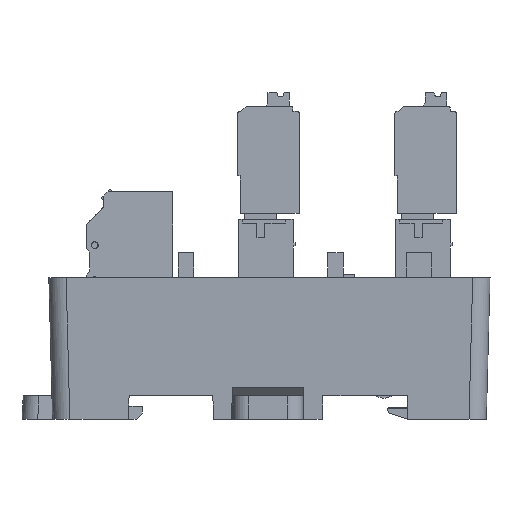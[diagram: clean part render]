
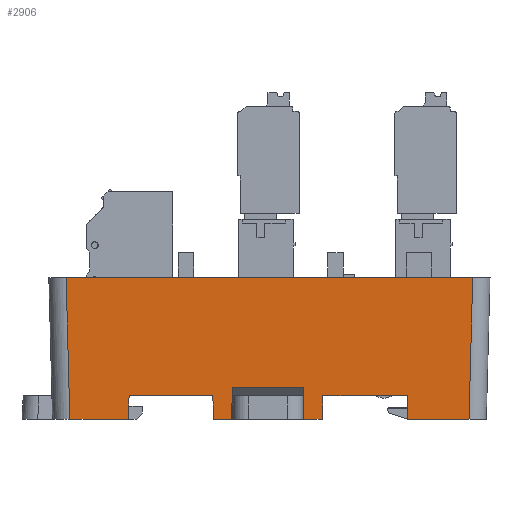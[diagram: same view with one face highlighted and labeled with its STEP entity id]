
A CAD part, left-side view. The second image highlights one B-rep face of the part: STEP entity #2906.
In plain terms, the highlighted planar face has unit normal (-1, 0, -0.026).
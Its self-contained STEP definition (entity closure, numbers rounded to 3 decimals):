
#1100=FACE_OUTER_BOUND('',#7370,.T.);
#2906=ADVANCED_FACE('',(#1100),#4809,.T.);
#4809=PLANE('',#37347);
#7370=EDGE_LOOP('',(#9837,#9838,#9839,#9840,#9841,#9842,#9843,#9844,#9845,
#9846,#9847,#9848,#9849,#9850,#9851,#9852));
#9837=ORIENTED_EDGE('',*,*,#23813,.T.);
#9838=ORIENTED_EDGE('',*,*,#23798,.T.);
#9839=ORIENTED_EDGE('',*,*,#23814,.T.);
#9840=ORIENTED_EDGE('',*,*,#23815,.T.);
#9841=ORIENTED_EDGE('',*,*,#23816,.T.);
#9842=ORIENTED_EDGE('',*,*,#23817,.F.);
#9843=ORIENTED_EDGE('',*,*,#23818,.T.);
#9844=ORIENTED_EDGE('',*,*,#23819,.T.);
#9845=ORIENTED_EDGE('',*,*,#23820,.F.);
#9846=ORIENTED_EDGE('',*,*,#23730,.T.);
#9847=ORIENTED_EDGE('',*,*,#23821,.F.);
#9848=ORIENTED_EDGE('',*,*,#23822,.T.);
#9849=ORIENTED_EDGE('',*,*,#23823,.F.);
#9850=ORIENTED_EDGE('',*,*,#23824,.T.);
#9851=ORIENTED_EDGE('',*,*,#23825,.F.);
#9852=ORIENTED_EDGE('',*,*,#23826,.T.);
#20185=VERTEX_POINT('',#50610);
#20186=VERTEX_POINT('',#50611);
#20241=VERTEX_POINT('',#50747);
#20242=VERTEX_POINT('',#50749);
#20256=VERTEX_POINT('',#50779);
#20257=VERTEX_POINT('',#50781);
#20258=VERTEX_POINT('',#50783);
#20259=VERTEX_POINT('',#50785);
#20260=VERTEX_POINT('',#50787);
#20261=VERTEX_POINT('',#50789);
#20262=VERTEX_POINT('',#50791);
#20263=VERTEX_POINT('',#50794);
#20264=VERTEX_POINT('',#50796);
#20265=VERTEX_POINT('',#50798);
#20266=VERTEX_POINT('',#50800);
#20267=VERTEX_POINT('',#50802);
#23730=EDGE_CURVE('',#20185,#20186,#28973,.T.);
#23798=EDGE_CURVE('',#20242,#20241,#29039,.T.);
#23813=EDGE_CURVE('',#20256,#20242,#29054,.T.);
#23814=EDGE_CURVE('',#20241,#20257,#29055,.T.);
#23815=EDGE_CURVE('',#20257,#20258,#29056,.T.);
#23816=EDGE_CURVE('',#20258,#20259,#29057,.T.);
#23817=EDGE_CURVE('',#20260,#20259,#29058,.T.);
#23818=EDGE_CURVE('',#20260,#20261,#29059,.T.);
#23819=EDGE_CURVE('',#20261,#20262,#29060,.T.);
#23820=EDGE_CURVE('',#20185,#20262,#29061,.T.);
#23821=EDGE_CURVE('',#20263,#20186,#29062,.T.);
#23822=EDGE_CURVE('',#20263,#20264,#29063,.T.);
#23823=EDGE_CURVE('',#20265,#20264,#29064,.T.);
#23824=EDGE_CURVE('',#20265,#20266,#29065,.T.);
#23825=EDGE_CURVE('',#20267,#20266,#29066,.T.);
#23826=EDGE_CURVE('',#20267,#20256,#29067,.T.);
#28973=LINE('',#50609,#33252);
#29039=LINE('',#50748,#33318);
#29054=LINE('',#50778,#33333);
#29055=LINE('',#50780,#33334);
#29056=LINE('',#50782,#33335);
#29057=LINE('',#50784,#33336);
#29058=LINE('',#50786,#33337);
#29059=LINE('',#50788,#33338);
#29060=LINE('',#50790,#33339);
#29061=LINE('',#50792,#33340);
#29062=LINE('',#50793,#33341);
#29063=LINE('',#50795,#33342);
#29064=LINE('',#50797,#33343);
#29065=LINE('',#50799,#33344);
#29066=LINE('',#50801,#33345);
#29067=LINE('',#50803,#33346);
#33252=VECTOR('',#40392,1.);
#33318=VECTOR('',#40490,1.);
#33333=VECTOR('',#40507,1.);
#33334=VECTOR('',#40508,1.);
#33335=VECTOR('',#40509,1.);
#33336=VECTOR('',#40510,1.);
#33337=VECTOR('',#40511,1.);
#33338=VECTOR('',#40512,1.);
#33339=VECTOR('',#40513,1.);
#33340=VECTOR('',#40514,1.);
#33341=VECTOR('',#40515,1.);
#33342=VECTOR('',#40516,1.);
#33343=VECTOR('',#40517,1.);
#33344=VECTOR('',#40518,1.);
#33345=VECTOR('',#40519,1.);
#33346=VECTOR('',#40520,1.);
#37347=AXIS2_PLACEMENT_3D('',#50804,#40521,#40522);
#40392=DIRECTION('',(0.,-1.,0.));
#40490=DIRECTION('',(0.,-1.,0.));
#40507=DIRECTION('',(-0.026,-0.035,0.999));
#40508=DIRECTION('',(0.026,-0.017,-1.));
#40509=DIRECTION('',(0.,-1.,0.));
#40510=DIRECTION('',(-0.026,-0.026,0.999));
#40511=DIRECTION('',(0.,-1.,0.));
#40512=DIRECTION('',(0.026,-0.026,-0.999));
#40513=DIRECTION('',(0.,-1.,0.));
#40514=DIRECTION('',(0.026,0.017,-1.));
#40515=DIRECTION('',(-0.026,0.035,0.999));
#40516=DIRECTION('',(0.,-1.,0.));
#40517=DIRECTION('',(0.026,0.009,-1.));
#40518=DIRECTION('',(0.,-1.,0.));
#40519=DIRECTION('',(-0.026,0.009,1.));
#40520=DIRECTION('',(0.,-1.,0.));
#40521=DIRECTION('',(-1.,0.,-0.026));
#40522=DIRECTION('',(-0.026,0.,1.));
#50609=CARTESIAN_POINT('',(41.043,260.199,175.));
#50610=CARTESIAN_POINT('',(41.043,277.849,175.));
#50611=CARTESIAN_POINT('',(41.043,267.199,175.));
#50747=CARTESIAN_POINT('',(41.043,242.449,175.));
#50748=CARTESIAN_POINT('',(41.043,260.199,175.));
#50749=CARTESIAN_POINT('',(41.043,253.199,175.));
#50778=CARTESIAN_POINT('',(40.657,252.684,189.753));
#50779=CARTESIAN_POINT('',(41.121,253.304,172.));
#50780=CARTESIAN_POINT('',(40.642,242.716,190.294));
#50781=CARTESIAN_POINT('',(41.121,242.397,172.));
#50782=CARTESIAN_POINT('',(41.121,259.699,172.));
#50783=CARTESIAN_POINT('',(41.121,234.62,172.));
#50784=CARTESIAN_POINT('',(40.667,234.166,189.34));
#50785=CARTESIAN_POINT('',(40.65,234.148,190.));
#50786=CARTESIAN_POINT('',(40.65,259.699,190.));
#50787=CARTESIAN_POINT('',(40.65,285.85,190.));
#50788=CARTESIAN_POINT('',(40.667,285.833,189.34));
#50789=CARTESIAN_POINT('',(41.121,285.378,172.));
#50790=CARTESIAN_POINT('',(41.121,260.199,172.));
#50791=CARTESIAN_POINT('',(41.121,277.901,172.));
#50792=CARTESIAN_POINT('',(41.074,277.87,173.796));
#50793=CARTESIAN_POINT('',(41.074,267.157,173.798));
#50794=CARTESIAN_POINT('',(41.121,267.094,172.));
#50795=CARTESIAN_POINT('',(41.121,260.199,172.));
#50796=CARTESIAN_POINT('',(41.121,264.775,172.));
#50797=CARTESIAN_POINT('',(40.649,264.618,190.04));
#50798=CARTESIAN_POINT('',(41.017,264.74,176.));
#50799=CARTESIAN_POINT('',(41.017,259.699,176.));
#50800=CARTESIAN_POINT('',(41.017,255.658,176.));
#50801=CARTESIAN_POINT('',(40.649,255.78,190.032));
#50802=CARTESIAN_POINT('',(41.121,255.623,172.));
#50803=CARTESIAN_POINT('',(41.121,260.199,172.));
#50804=CARTESIAN_POINT('',(40.65,259.699,189.997));
